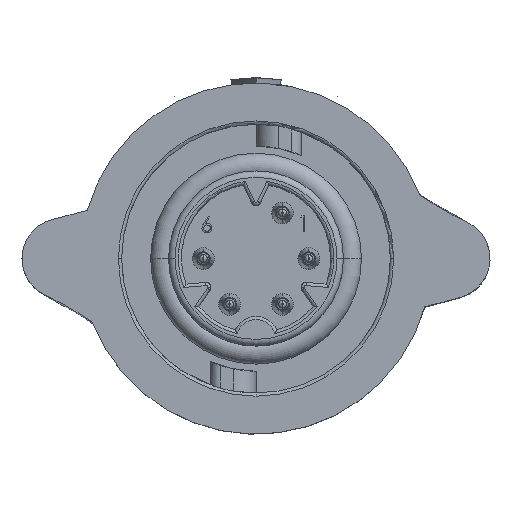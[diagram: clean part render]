
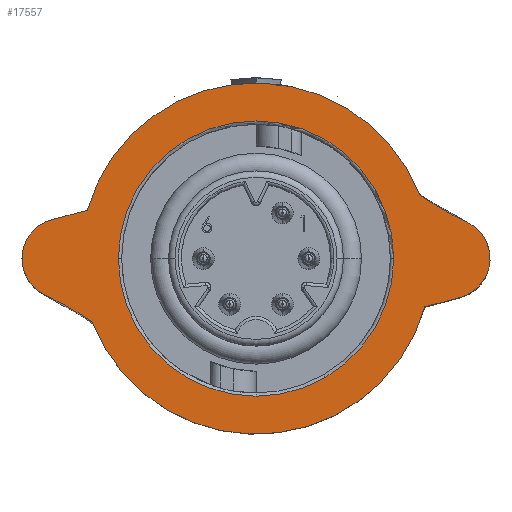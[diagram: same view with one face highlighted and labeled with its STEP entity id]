
A CAD part, top view. The second image highlights one B-rep face of the part: STEP entity #17557.
In plain terms, the highlighted planar face has unit normal (0, 0, 1).
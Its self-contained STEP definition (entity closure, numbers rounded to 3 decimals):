
#1067 = CIRCLE ( 'NONE', #9276, 5.436 ) ;
#1775 = DIRECTION ( 'NONE',  ( 0., 0., 1. ) ) ;
#1962 = AXIS2_PLACEMENT_3D ( 'NONE', #3670, #18212, #15204 ) ;
#2077 = CARTESIAN_POINT ( 'NONE',  ( 8.065, -1.533, 18.72 ) ) ;
#2238 = CIRCLE ( 'NONE', #12475, 6.934 ) ;
#2589 = CARTESIAN_POINT ( 'NONE',  ( -7.654, 0., 18.72 ) ) ;
#2651 = AXIS2_PLACEMENT_3D ( 'NONE', #21068, #6087, #15715 ) ;
#2736 = EDGE_CURVE ( 'NONE', #10509, #7333, #14221, .T. ) ;
#3340 = AXIS2_PLACEMENT_3D ( 'NONE', #20147, #5173, #3898 ) ;
#3670 = CARTESIAN_POINT ( 'NONE',  ( -14.618, -14.478, 18.72 ) ) ;
#3708 = CIRCLE ( 'NONE', #4727, 1.588 ) ;
#3898 = DIRECTION ( 'NONE',  ( -1., 0., 0. ) ) ;
#4354 = AXIS2_PLACEMENT_3D ( 'NONE', #18002, #11911, #10083 ) ;
#4467 = ORIENTED_EDGE ( 'NONE', *, *, #2736, .T. ) ;
#4564 = CARTESIAN_POINT ( 'NONE',  ( -6.666, 1.908, 18.72 ) ) ;
#4727 = AXIS2_PLACEMENT_3D ( 'NONE', #7480, #8889, #13699 ) ;
#4736 = ORIENTED_EDGE ( 'NONE', *, *, #10286, .T. ) ;
#4798 = LINE ( 'NONE', #14824, #12529 ) ;
#4962 = EDGE_CURVE ( 'NONE', #5161, #17941, #2238, .T. ) ;
#5161 = VERTEX_POINT ( 'NONE', #18859 ) ;
#5173 = DIRECTION ( 'NONE',  ( 0., 0., 1. ) ) ;
#5475 = CIRCLE ( 'NONE', #17428, 1.587 ) ;
#5921 = EDGE_CURVE ( 'NONE', #16973, #12542, #5475, .T. ) ;
#6087 = DIRECTION ( 'NONE',  ( 0., 0., -1. ) ) ;
#6720 = CARTESIAN_POINT ( 'NONE',  ( 5.436, 0., 18.72 ) ) ;
#7043 = EDGE_CURVE ( 'NONE', #19005, #7895, #1067, .T. ) ;
#7333 = VERTEX_POINT ( 'NONE', #20677 ) ;
#7480 = CARTESIAN_POINT ( 'NONE',  ( 7.654, 0., 18.72 ) ) ;
#7487 = ORIENTED_EDGE ( 'NONE', *, *, #18898, .T. ) ;
#7618 = CARTESIAN_POINT ( 'NONE',  ( -8.065, 1.533, 18.72 ) ) ;
#7895 = VERTEX_POINT ( 'NONE', #11498 ) ;
#8062 = ORIENTED_EDGE ( 'NONE', *, *, #9740, .T. ) ;
#8169 = EDGE_CURVE ( 'NONE', #15701, #10509, #15615, .T. ) ;
#8197 = EDGE_CURVE ( 'NONE', #7895, #19005, #17002, .T. ) ;
#8312 = CARTESIAN_POINT ( 'NONE',  ( 8.342, 1.431, 18.72 ) ) ;
#8592 = CARTESIAN_POINT ( 'NONE',  ( -8.065, 1.533, 18.72 ) ) ;
#8889 = DIRECTION ( 'NONE',  ( 0., 0., 1. ) ) ;
#9276 = AXIS2_PLACEMENT_3D ( 'NONE', #11281, #16209, #21136 ) ;
#9722 = EDGE_CURVE ( 'NONE', #7333, #18294, #4798, .T. ) ;
#9740 = EDGE_CURVE ( 'NONE', #17990, #5161, #13551, .T. ) ;
#10083 = DIRECTION ( 'NONE',  ( 1., 0., 0. ) ) ;
#10286 = EDGE_CURVE ( 'NONE', #17941, #16973, #10647, .T. ) ;
#10509 = VERTEX_POINT ( 'NONE', #17054 ) ;
#10535 = ORIENTED_EDGE ( 'NONE', *, *, #8197, .T. ) ;
#10589 = EDGE_CURVE ( 'NONE', #12542, #15701, #16947, .T. ) ;
#10647 = LINE ( 'NONE', #7618, #11510 ) ;
#11128 = DIRECTION ( 'NONE',  ( -1., 0., 0. ) ) ;
#11175 = DIRECTION ( 'NONE',  ( 0., 0., 1. ) ) ;
#11281 = CARTESIAN_POINT ( 'NONE',  ( 0., 0., 18.72 ) ) ;
#11454 = DIRECTION ( 'NONE',  ( 0., 0., 1. ) ) ;
#11498 = CARTESIAN_POINT ( 'NONE',  ( -5.436, 0., 18.72 ) ) ;
#11510 = VECTOR ( 'NONE', #17474, 1000. ) ;
#11531 = DIRECTION ( 'NONE',  ( -1., 0., 0. ) ) ;
#11911 = DIRECTION ( 'NONE',  ( 0., 0., -1. ) ) ;
#11926 = ORIENTED_EDGE ( 'NONE', *, *, #4962, .T. ) ;
#12234 = CARTESIAN_POINT ( 'NONE',  ( 0., 0., 18.72 ) ) ;
#12475 = AXIS2_PLACEMENT_3D ( 'NONE', #12234, #1775, #18146 ) ;
#12529 = VECTOR ( 'NONE', #16554, 1000. ) ;
#12542 = VERTEX_POINT ( 'NONE', #16941 ) ;
#12667 = CARTESIAN_POINT ( 'NONE',  ( -8.342, -1.431, 18.72 ) ) ;
#12815 = ORIENTED_EDGE ( 'NONE', *, *, #10589, .T. ) ;
#13551 = CIRCLE ( 'NONE', #18680, 14.478 ) ;
#13590 = FACE_OUTER_BOUND ( 'NONE', #14449, .T. ) ;
#13699 = DIRECTION ( 'NONE',  ( -1., 0., 0. ) ) ;
#13718 = ORIENTED_EDGE ( 'NONE', *, *, #7043, .T. ) ;
#13958 = ORIENTED_EDGE ( 'NONE', *, *, #5921, .T. ) ;
#14221 = CIRCLE ( 'NONE', #3340, 6.934 ) ;
#14409 = DIRECTION ( 'NONE',  ( 0., 0., -1. ) ) ;
#14449 = EDGE_LOOP ( 'NONE', ( #8062, #11926, #4736, #13958, #12815, #16133, #4467, #18213, #7487 ) ) ;
#14824 = CARTESIAN_POINT ( 'NONE',  ( 8.065, -1.533, 18.72 ) ) ;
#14866 = CARTESIAN_POINT ( 'NONE',  ( -7.654, 0., 18.72 ) ) ;
#15204 = DIRECTION ( 'NONE',  ( -1., 0., 0. ) ) ;
#15615 = CIRCLE ( 'NONE', #1962, 14.478 ) ;
#15701 = VERTEX_POINT ( 'NONE', #12667 ) ;
#15715 = DIRECTION ( 'NONE',  ( -1., 0., 0. ) ) ;
#16133 = ORIENTED_EDGE ( 'NONE', *, *, #8169, .T. ) ;
#16142 = CARTESIAN_POINT ( 'NONE',  ( 14.618, 14.478, 18.72 ) ) ;
#16209 = DIRECTION ( 'NONE',  ( 0., 0., -1. ) ) ;
#16554 = DIRECTION ( 'NONE',  ( 0.966, 0.259, 0. ) ) ;
#16941 = CARTESIAN_POINT ( 'NONE',  ( -9.242, 0., 18.72 ) ) ;
#16947 = CIRCLE ( 'NONE', #20352, 1.587 ) ;
#16973 = VERTEX_POINT ( 'NONE', #8592 ) ;
#17002 = CIRCLE ( 'NONE', #4354, 5.436 ) ;
#17054 = CARTESIAN_POINT ( 'NONE',  ( -6.462, -2.516, 18.72 ) ) ;
#17330 = FACE_BOUND ( 'NONE', #18436, .T. ) ;
#17428 = AXIS2_PLACEMENT_3D ( 'NONE', #14866, #11175, #17485 ) ;
#17474 = DIRECTION ( 'NONE',  ( -0.966, -0.259, 0. ) ) ;
#17485 = DIRECTION ( 'NONE',  ( -1., 0., 0. ) ) ;
#17557 = ADVANCED_FACE ( 'NONE', ( #17330, #13590 ), #20123, .F. ) ;
#17941 = VERTEX_POINT ( 'NONE', #4564 ) ;
#17990 = VERTEX_POINT ( 'NONE', #8312 ) ;
#18002 = CARTESIAN_POINT ( 'NONE',  ( 0., 0., 18.72 ) ) ;
#18146 = DIRECTION ( 'NONE',  ( -1., 0., 0. ) ) ;
#18212 = DIRECTION ( 'NONE',  ( 0., 0., -1. ) ) ;
#18213 = ORIENTED_EDGE ( 'NONE', *, *, #9722, .T. ) ;
#18294 = VERTEX_POINT ( 'NONE', #2077 ) ;
#18436 = EDGE_LOOP ( 'NONE', ( #13718, #10535 ) ) ;
#18680 = AXIS2_PLACEMENT_3D ( 'NONE', #16142, #14409, #11531 ) ;
#18859 = CARTESIAN_POINT ( 'NONE',  ( 6.462, 2.516, 18.72 ) ) ;
#18898 = EDGE_CURVE ( 'NONE', #18294, #17990, #3708, .T. ) ;
#19005 = VERTEX_POINT ( 'NONE', #6720 ) ;
#20123 = PLANE ( 'NONE',  #2651 ) ;
#20147 = CARTESIAN_POINT ( 'NONE',  ( 0., 0., 18.72 ) ) ;
#20352 = AXIS2_PLACEMENT_3D ( 'NONE', #2589, #11454, #11128 ) ;
#20677 = CARTESIAN_POINT ( 'NONE',  ( 6.666, -1.908, 18.72 ) ) ;
#21068 = CARTESIAN_POINT ( 'NONE',  ( 0., -6.934, 18.72 ) ) ;
#21136 = DIRECTION ( 'NONE',  ( 1., 0., 0. ) ) ;
